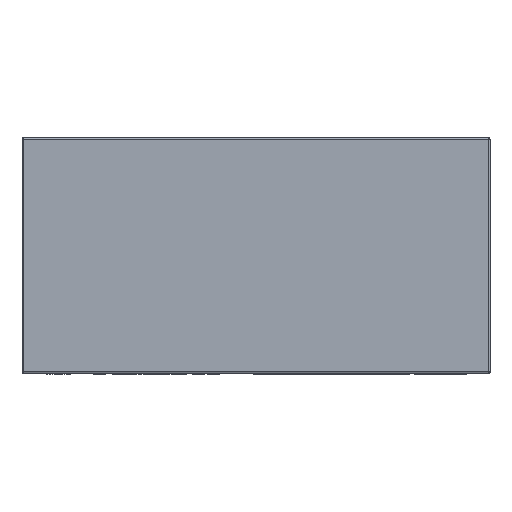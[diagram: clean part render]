
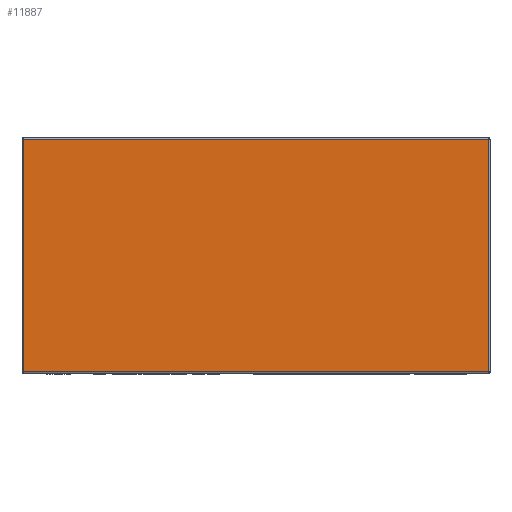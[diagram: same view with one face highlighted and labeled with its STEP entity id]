
A CAD part, top view. The second image highlights one B-rep face of the part: STEP entity #11887.
In plain terms, the highlighted planar face has unit normal (0, 0, 1).
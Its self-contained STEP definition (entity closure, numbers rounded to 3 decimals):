
#1681=FACE_OUTER_BOUND('',#2296,.T.);
#2296=EDGE_LOOP('',(#10059,#10060,#10061,#10062));
#3382=LINE('',#21388,#4618);
#3385=LINE('',#21395,#4621);
#3388=LINE('',#21414,#4624);
#3391=LINE('',#21420,#4627);
#4618=VECTOR('',#14982,1000.);
#4621=VECTOR('',#14989,1000.);
#4624=VECTOR('',#15012,1000.);
#4627=VECTOR('',#15019,1000.);
#5780=VERTEX_POINT('',#21381);
#5782=VERTEX_POINT('',#21386);
#5783=VERTEX_POINT('',#21391);
#5790=VERTEX_POINT('',#21412);
#7301=EDGE_CURVE('',#5780,#5782,#3382,.T.);
#7305=EDGE_CURVE('',#5783,#5780,#3385,.T.);
#7314=EDGE_CURVE('',#5782,#5790,#3388,.T.);
#7318=EDGE_CURVE('',#5790,#5783,#3391,.T.);
#10059=ORIENTED_EDGE('',*,*,#7301,.T.);
#10060=ORIENTED_EDGE('',*,*,#7314,.T.);
#10061=ORIENTED_EDGE('',*,*,#7318,.T.);
#10062=ORIENTED_EDGE('',*,*,#7305,.T.);
#11316=PLANE('',#12696);
#11887=ADVANCED_FACE('',(#1681),#11316,.T.);
#12696=AXIS2_PLACEMENT_3D('',#21453,#15048,#15049);
#14982=DIRECTION('',(-1.,0.,0.));
#14989=DIRECTION('',(0.,1.,0.));
#15012=DIRECTION('',(0.,-1.,0.));
#15019=DIRECTION('',(1.,0.,0.));
#15048=DIRECTION('center_axis',(0.,0.,
1.));
#15049=DIRECTION('ref_axis',(0.,-1.,0.));
#21381=CARTESIAN_POINT('',(9.7,4.85,12.5));
#21386=CARTESIAN_POINT('',(-9.7,4.85,12.5));
#21388=CARTESIAN_POINT('',(-9.75,4.85,12.5));
#21391=CARTESIAN_POINT('',(9.7,-4.85,12.5));
#21395=CARTESIAN_POINT('',(9.7,4.9,12.5));
#21412=CARTESIAN_POINT('',(-9.7,-4.85,12.5));
#21414=CARTESIAN_POINT('',(-9.7,-4.9,12.5));
#21420=CARTESIAN_POINT('',(9.75,-4.85,12.5));
#21453=CARTESIAN_POINT('Origin',(-9.75,4.9,12.5));
